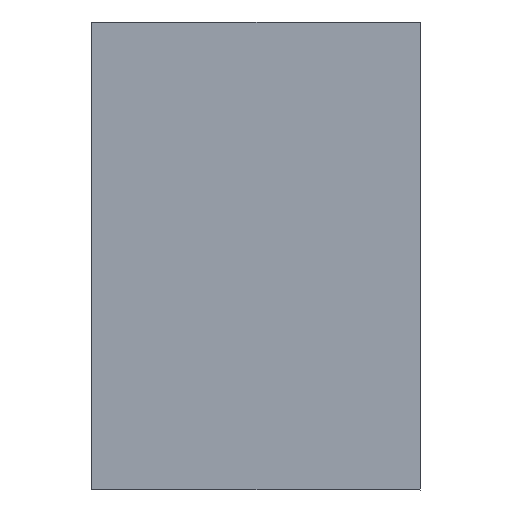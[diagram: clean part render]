
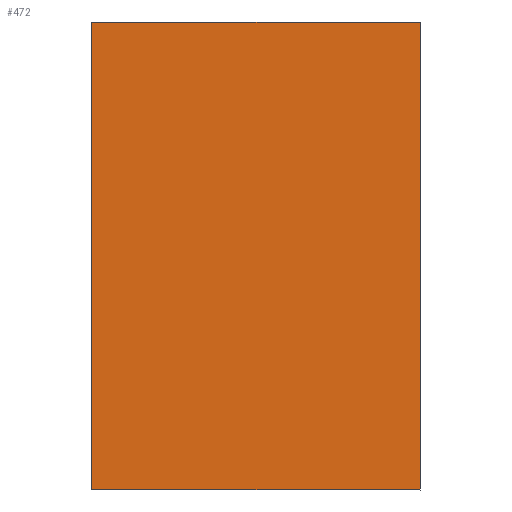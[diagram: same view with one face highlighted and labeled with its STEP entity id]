
A CAD part, left-side view. The second image highlights one B-rep face of the part: STEP entity #472.
In plain terms, the highlighted planar face has unit normal (1, 0, 0).
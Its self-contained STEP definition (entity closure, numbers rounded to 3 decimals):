
#420=CARTESIAN_POINT('Vertex',(26.5,16.7,-23.8)) ;
#423=CARTESIAN_POINT('Line Origine',(26.5,8.35,-23.8)) ;
#427=CARTESIAN_POINT('Vertex',(26.5,0.,-23.8)) ;
#442=CARTESIAN_POINT('Axis2P3D Location',(26.5,0.,0.)) ;
#447=CARTESIAN_POINT('Line Origine',(26.5,0.,-11.9)) ;
#451=CARTESIAN_POINT('Vertex',(26.5,0.,0.)) ;
#454=CARTESIAN_POINT('Line Origine',(26.5,16.7,-11.9)) ;
#458=CARTESIAN_POINT('Vertex',(26.5,16.7,0.)) ;
#461=CARTESIAN_POINT('Line Origine',(26.5,8.35,0.)) ;
#424=DIRECTION('Vector Direction',(0.,-1.,0.)) ;
#443=DIRECTION('Axis2P3D Direction',(1.,0.,0.)) ;
#444=DIRECTION('Axis2P3D XDirection',(0.,1.,0.)) ;
#448=DIRECTION('Vector Direction',(0.,0.,-1.)) ;
#455=DIRECTION('Vector Direction',(0.,0.,1.)) ;
#462=DIRECTION('Vector Direction',(0.,-1.,0.)) ;
#445=AXIS2_PLACEMENT_3D('Plane Axis2P3D',#442,#443,#444) ;
#467=ORIENTED_EDGE('',*,*,#453,.F.) ;
#468=ORIENTED_EDGE('',*,*,#429,.T.) ;
#469=ORIENTED_EDGE('',*,*,#460,.F.) ;
#470=ORIENTED_EDGE('',*,*,#465,.T.) ;
#425=VECTOR('Line Direction',#424,1.) ;
#449=VECTOR('Line Direction',#448,1.) ;
#456=VECTOR('Line Direction',#455,1.) ;
#463=VECTOR('Line Direction',#462,1.) ;
#472=ADVANCED_FACE('Assembler.1',(#471),#446,.T.) ;
#429=EDGE_CURVE('',#428,#421,#426,.F.) ;
#453=EDGE_CURVE('',#428,#452,#450,.F.) ;
#460=EDGE_CURVE('',#459,#421,#457,.F.) ;
#465=EDGE_CURVE('',#459,#452,#464,.T.) ;
#466=EDGE_LOOP('',(#467,#468,#469,#470)) ;
#471=FACE_OUTER_BOUND('',#466,.T.) ;
#426=LINE('Line',#423,#425) ;
#450=LINE('Line',#447,#449) ;
#457=LINE('Line',#454,#456) ;
#464=LINE('Line',#461,#463) ;
#446=PLANE('',#445) ;
#421=VERTEX_POINT('',#420) ;
#428=VERTEX_POINT('',#427) ;
#452=VERTEX_POINT('',#451) ;
#459=VERTEX_POINT('',#458) ;
